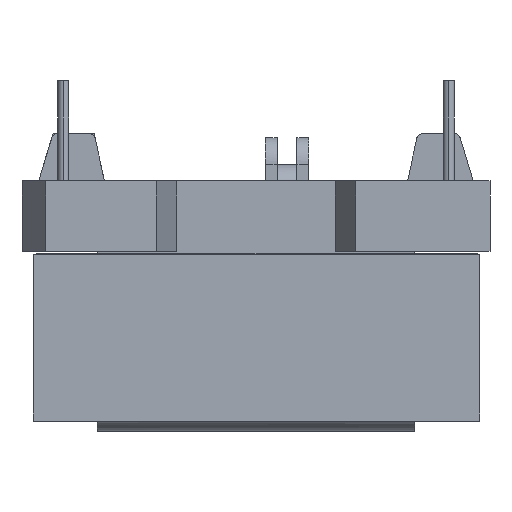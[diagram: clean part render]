
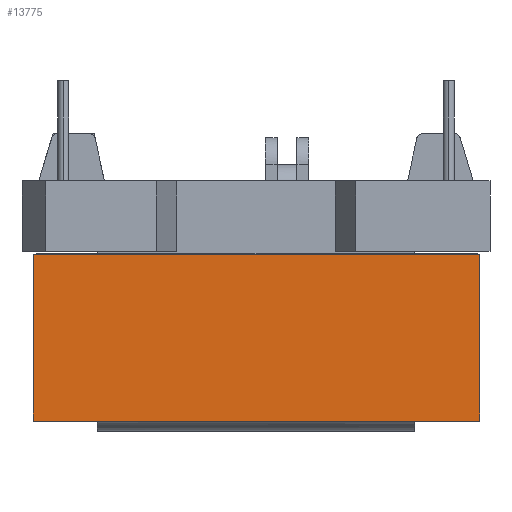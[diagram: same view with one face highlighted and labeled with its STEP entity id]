
A CAD part, left-side view. The second image highlights one B-rep face of the part: STEP entity #13775.
In plain terms, the highlighted free-form (B-spline) face has degree [1, 1] with [2, 2] control points.
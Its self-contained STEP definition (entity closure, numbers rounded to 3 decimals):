
#13716 = VERTEX_POINT('',#13717);
#13717 = CARTESIAN_POINT('',(-21.145,23.502,
    -10.787));
#13724 = EDGE_CURVE('',#13725,#13716,#13727,.T.);
#13725 = VERTEX_POINT('',#13726);
#13726 = CARTESIAN_POINT('',(-21.145,23.502,
    6.786));
#13727 = B_SPLINE_CURVE_WITH_KNOTS('',1,(#13728,#13729),.UNSPECIFIED.,
  .F.,.F.,(2,2),(0.,12.3),.PIECEWISE_BEZIER_KNOTS.);
#13728 = CARTESIAN_POINT('',(-21.145,23.502,
    6.786));
#13729 = CARTESIAN_POINT('',(-21.145,23.502,
    -10.787));
#13775 = ADVANCED_FACE('',(#13776),#13798,.T.);
#13776 = FACE_BOUND('',#13777,.T.);
#13777 = EDGE_LOOP('',(#13778,#13785,#13792,#13797));
#13778 = ORIENTED_EDGE('',*,*,#13779,.F.);
#13779 = EDGE_CURVE('',#13780,#13716,#13782,.T.);
#13780 = VERTEX_POINT('',#13781);
#13781 = CARTESIAN_POINT('',(-21.145,-23.645,
    -10.787));
#13782 = B_SPLINE_CURVE_WITH_KNOTS('',1,(#13783,#13784),.UNSPECIFIED.,
  .F.,.F.,(2,2),(-32.8,0.2),.PIECEWISE_BEZIER_KNOTS.);
#13783 = CARTESIAN_POINT('',(-21.145,-23.645,
    -10.787));
#13784 = CARTESIAN_POINT('',(-21.145,23.502,
    -10.787));
#13785 = ORIENTED_EDGE('',*,*,#13786,.F.);
#13786 = EDGE_CURVE('',#13787,#13780,#13789,.T.);
#13787 = VERTEX_POINT('',#13788);
#13788 = CARTESIAN_POINT('',(-21.145,-23.645,
    6.786));
#13789 = B_SPLINE_CURVE_WITH_KNOTS('',1,(#13790,#13791),.UNSPECIFIED.,
  .F.,.F.,(2,2),(0.,12.3),.PIECEWISE_BEZIER_KNOTS.);
#13790 = CARTESIAN_POINT('',(-21.145,-23.645,
    6.786));
#13791 = CARTESIAN_POINT('',(-21.145,-23.645,
    -10.787));
#13792 = ORIENTED_EDGE('',*,*,#13793,.T.);
#13793 = EDGE_CURVE('',#13787,#13725,#13794,.T.);
#13794 = B_SPLINE_CURVE_WITH_KNOTS('',1,(#13795,#13796),.UNSPECIFIED.,
  .F.,.F.,(2,2),(-32.8,0.2),.PIECEWISE_BEZIER_KNOTS.);
#13795 = CARTESIAN_POINT('',(-21.145,-23.645,
    6.786));
#13796 = CARTESIAN_POINT('',(-21.145,23.502,
    6.786));
#13797 = ORIENTED_EDGE('',*,*,#13724,.T.);
#13798 = B_SPLINE_SURFACE_WITH_KNOTS('',1,1,(
    (#13799,#13800)
    ,(#13801,#13802
    )),.UNSPECIFIED.,.F.,.F.,.F.,(2,2),(2,2),(-12.3,0.),(-32.8,0.2),
  .PIECEWISE_BEZIER_KNOTS.);
#13799 = CARTESIAN_POINT('',(-21.145,-23.645,
    -10.787));
#13800 = CARTESIAN_POINT('',(-21.145,23.502,
    -10.787));
#13801 = CARTESIAN_POINT('',(-21.145,-23.645,
    6.786));
#13802 = CARTESIAN_POINT('',(-21.145,23.502,
    6.786));
